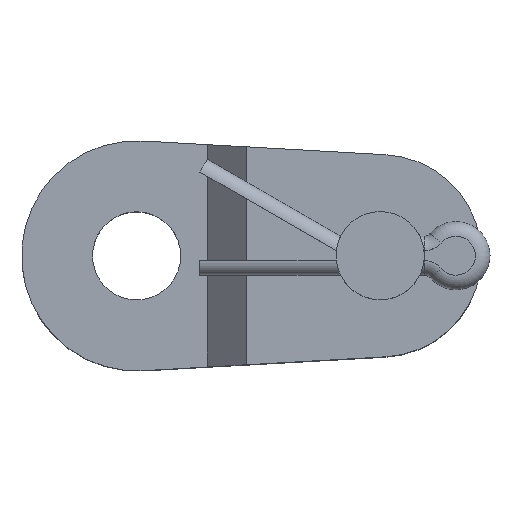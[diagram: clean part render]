
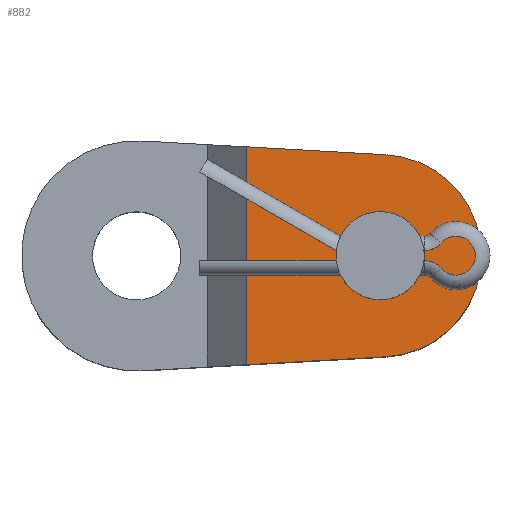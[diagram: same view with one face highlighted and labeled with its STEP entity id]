
A CAD part, top view. The second image highlights one B-rep face of the part: STEP entity #882.
In plain terms, the highlighted planar face has unit normal (0, 0, 1).
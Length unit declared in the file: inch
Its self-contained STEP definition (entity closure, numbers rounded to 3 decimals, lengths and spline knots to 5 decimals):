
#58 = AXIS2_PLACEMENT_3D ( 'NONE', #899, #1910, #886 ) ;
#176 = AXIS2_PLACEMENT_3D ( 'NONE', #1458, #451, #1192 ) ;
#253 = VERTEX_POINT ( 'NONE', #1866 ) ;
#257 = LINE ( 'NONE', #855, #1868 ) ;
#303 = DIRECTION ( 'NONE',  ( 1., 0., 0. ) ) ;
#345 = EDGE_CURVE ( 'NONE', #461, #1275, #257, .T. ) ;
#356 = EDGE_CURVE ( 'NONE', #1155, #1275, #1253, .T. ) ;
#374 = DIRECTION ( 'NONE',  ( 0., 1., 0. ) ) ;
#400 = ORIENTED_EDGE ( 'NONE', *, *, #345, .F. ) ;
#417 = DIRECTION ( 'NONE',  ( 0., 0., 1. ) ) ;
#420 = ORIENTED_EDGE ( 'NONE', *, *, #356, .T. ) ;
#426 = EDGE_LOOP ( 'NONE', ( #865, #1386 ) ) ;
#433 = EDGE_CURVE ( 'NONE', #253, #705, #617, .T. ) ;
#451 = DIRECTION ( 'NONE',  ( 0., 0., 1. ) ) ;
#461 = VERTEX_POINT ( 'NONE', #1739 ) ;
#617 = CIRCLE ( 'NONE', #176, 0.04525 ) ;
#675 = CARTESIAN_POINT ( 'NONE',  ( -0.01243, 0.1118, 0.1325 ) ) ;
#684 = CARTESIAN_POINT ( 'NONE',  ( 0.125, 0., 0.1325 ) ) ;
#705 = VERTEX_POINT ( 'NONE', #1745 ) ;
#748 = EDGE_LOOP ( 'NONE', ( #1584, #1583, #1762, #420, #400 ) ) ;
#815 = DIRECTION ( 'NONE',  ( 0., 0., -1. ) ) ;
#855 = CARTESIAN_POINT ( 'NONE',  ( -0.01243, -0.118, 0.1325 ) ) ;
#865 = ORIENTED_EDGE ( 'NONE', *, *, #1111, .F. ) ;
#866 = AXIS2_PLACEMENT_3D ( 'NONE', #684, #1391, #1109 ) ;
#882 = ADVANCED_FACE ( 'NONE', ( #1830, #1538 ), #977, .F. ) ;
#886 = DIRECTION ( 'NONE',  ( 1., 0., 0. ) ) ;
#899 = CARTESIAN_POINT ( 'NONE',  ( 0.125, 0., 0.1325 ) ) ;
#900 = CIRCLE ( 'NONE', #58, 0.04525 ) ;
#907 = CARTESIAN_POINT ( 'NONE',  ( 0.13088, 0.10367, 0.1325 ) ) ;
#941 = EDGE_CURVE ( 'NONE', #1122, #1155, #1510, .T. ) ;
#977 = PLANE ( 'NONE',  #1600 ) ;
#1089 = EDGE_CURVE ( 'NONE', #1850, #1122, #1534, .T. ) ;
#1109 = DIRECTION ( 'NONE',  ( 1., 0., 0. ) ) ;
#1111 = EDGE_CURVE ( 'NONE', #705, #253, #900, .T. ) ;
#1122 = VERTEX_POINT ( 'NONE', #1880 ) ;
#1138 = CARTESIAN_POINT ( 'NONE',  ( 0.13088, -0.10367, 0.1325 ) ) ;
#1155 = VERTEX_POINT ( 'NONE', #907 ) ;
#1192 = DIRECTION ( 'NONE',  ( 1., 0., 0. ) ) ;
#1253 = LINE ( 'NONE', #1840, #1630 ) ;
#1259 = AXIS2_PLACEMENT_3D ( 'NONE', #1627, #417, #303 ) ;
#1275 = VERTEX_POINT ( 'NONE', #675 ) ;
#1310 = VECTOR ( 'NONE', #1486, 39.37008 ) ;
#1386 = ORIENTED_EDGE ( 'NONE', *, *, #433, .F. ) ;
#1391 = DIRECTION ( 'NONE',  ( 0., 0., 1. ) ) ;
#1426 = CARTESIAN_POINT ( 'NONE',  ( 0.125, 0., 0.1325 ) ) ;
#1458 = CARTESIAN_POINT ( 'NONE',  ( 0.125, 0., 0.1325 ) ) ;
#1486 = DIRECTION ( 'NONE',  ( 0.998, 0.057, 0. ) ) ;
#1510 = CIRCLE ( 'NONE', #866, 0.10384 ) ;
#1534 = CIRCLE ( 'NONE', #1259, 0.10384 ) ;
#1538 = FACE_OUTER_BOUND ( 'NONE', #748, .T. ) ;
#1583 = ORIENTED_EDGE ( 'NONE', *, *, #1089, .T. ) ;
#1584 = ORIENTED_EDGE ( 'NONE', *, *, #1598, .T. ) ;
#1598 = EDGE_CURVE ( 'NONE', #461, #1850, #1649, .T. ) ;
#1600 = AXIS2_PLACEMENT_3D ( 'NONE', #1426, #815, #1707 ) ;
#1627 = CARTESIAN_POINT ( 'NONE',  ( 0.125, 0., 0.1325 ) ) ;
#1630 = VECTOR ( 'NONE', #1699, 39.37008 ) ;
#1633 = CARTESIAN_POINT ( 'NONE',  ( -0.11832, -0.11781, 0.1325 ) ) ;
#1649 = LINE ( 'NONE', #1633, #1310 ) ;
#1699 = DIRECTION ( 'NONE',  ( -0.998, 0.057, 0. ) ) ;
#1707 = DIRECTION ( 'NONE',  ( 1., 0., 0. ) ) ;
#1739 = CARTESIAN_POINT ( 'NONE',  ( -0.01243, -0.1118, 0.1325 ) ) ;
#1745 = CARTESIAN_POINT ( 'NONE',  ( 0.17025, 0., 0.1325 ) ) ;
#1762 = ORIENTED_EDGE ( 'NONE', *, *, #941, .T. ) ;
#1830 = FACE_BOUND ( 'NONE', #426, .T. ) ;
#1840 = CARTESIAN_POINT ( 'NONE',  ( -0.11832, 0.11781, 0.1325 ) ) ;
#1850 = VERTEX_POINT ( 'NONE', #1138 ) ;
#1866 = CARTESIAN_POINT ( 'NONE',  ( 0.07975, 0., 0.1325 ) ) ;
#1868 = VECTOR ( 'NONE', #374, 39.37008 ) ;
#1880 = CARTESIAN_POINT ( 'NONE',  ( 0.22884, 0., 0.1325 ) ) ;
#1910 = DIRECTION ( 'NONE',  ( 0., 0., 1. ) ) ;
